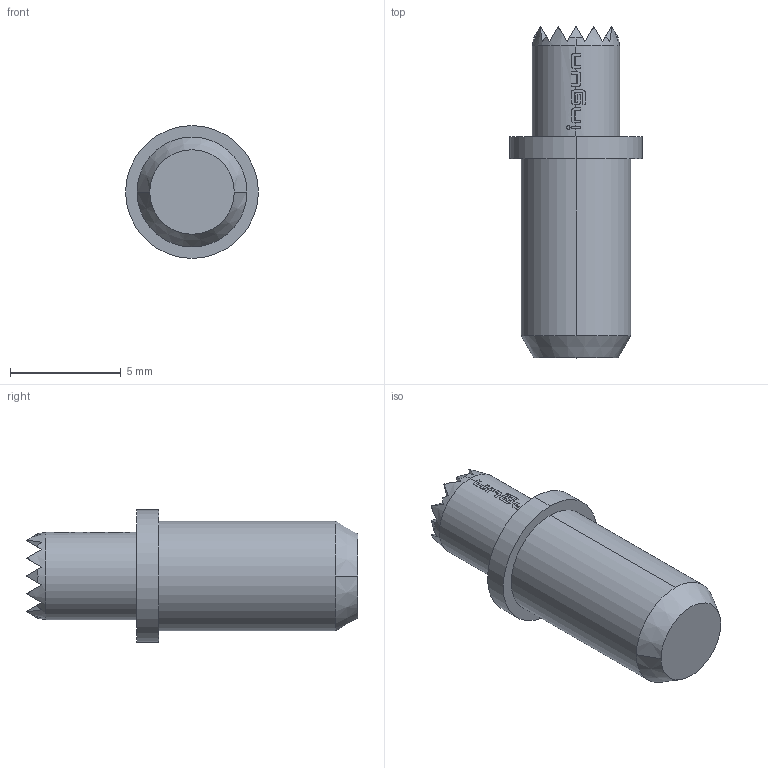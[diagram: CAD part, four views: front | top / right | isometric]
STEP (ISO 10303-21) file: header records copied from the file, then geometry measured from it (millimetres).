
FILE_DESCRIPTION (( 'STEP AP203' ), '1' );
FILE_NAME ('INGUN_GKS-365_206_400_A_xx01.STEP', '2022-01-31T09:30:53', ( 'ochi' ), ( '' ), 'SwSTEP 2.0', 'SolidWorks 2018', '' );
FILE_SCHEMA (( 'CONFIG_CONTROL_DESIGN' ));
Length unit declared in the file: millimetre
Products named in the file (1): INGUN_GKS-365_206_400_A_xx01
Bounding box: 6 x 15 x 6 mm (x, y, z)
Volume: 254.2 mm3; surface area: 275.3 mm2
Topology: 1 solids, 1 shells, 177 faces, 413 edges, 241 vertices
Faces by surface type: plane 115, bspline 42, cylinder 16, cone 4
Entity records: 5929 total; most frequent: CARTESIAN_POINT 2537, ORIENTED_EDGE 826, DIRECTION 451, EDGE_CURVE 413, VERTEX_POINT 241, B_SPLINE_CURVE_WITH_KNOTS 204, EDGE_LOOP 180, FACE_OUTER_BOUND 177
